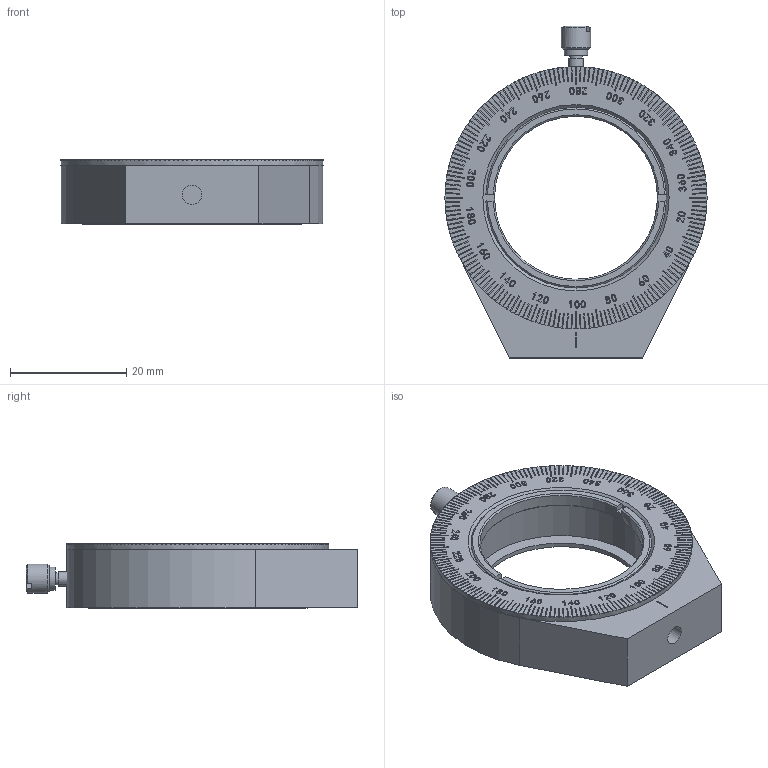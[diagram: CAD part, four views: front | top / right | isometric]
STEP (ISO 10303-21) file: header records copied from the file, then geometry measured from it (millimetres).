
FILE_DESCRIPTION (( 'STEP AP203' ), '1' );
FILE_NAME ('522312.STEP', '2024-04-24T06:03:28', ( 'Windows User' ), ( 'P R C' ), 'SwSTEP 2.0', 'SolidWorks 2020', '' );
FILE_SCHEMA (( 'CONFIG_CONTROL_DESIGN' ));
Length unit declared in the file: millimetre
Products named in the file (5): 1.3.4.16.2，φ30mm旋转透镜安装座刻度盘，带M31x0.5内螺纹，A; 522312; 珨极宒忒禳蹟佪_30.13.2.2.3-SNTY-M2.5x6-0511; 1.3.4.16.1，φ30mm旋转透镜安装座镜架，M4螺孔，A; ZFK透镜卡环压圈_1.8.5.16-ZFK-K30
Assembly tree (4 placements, depth 2):
  522312
    1.3.4.16.1，φ30mm旋转透镜安装座镜架，M4螺孔，A
    1.3.4.16.2，φ30mm旋转透镜安装座刻度盘，带M31x0.5内螺纹，A
    珨极宒忒禳蹟佪_30.13.2.2.3-SNTY-M2.5x6-0511
    ZFK透镜卡环压圈_1.8.5.16-ZFK-K30
Bounding box: 45 x 57 x 11.05 mm (x, y, z)
Volume: 11168.3 mm3; surface area: 9802.8 mm2
Topology: 4 solids, 4 shells, 1197 faces, 3278 edges, 2184 vertices
Faces by surface type: plane 992, bspline 174, cylinder 19, cone 12
Full cylindrical faces by diameter (mm): 2.05 x1, 2.1 x1, 2.5 x1, 3.3 x1, 4 x1, 5 x1, 28 x2, 31 x2, 33 x1, 37 x2, 38 x2, 45 x1
Entity records: 62417 total; most frequent: CARTESIAN_POINT 32400, ORIENTED_EDGE 6500, DIRECTION 5366, EDGE_CURVE 3250, VECTOR 2474, LINE 2474, VERTEX_POINT 2178, AXIS2_PLACEMENT_3D 1446
